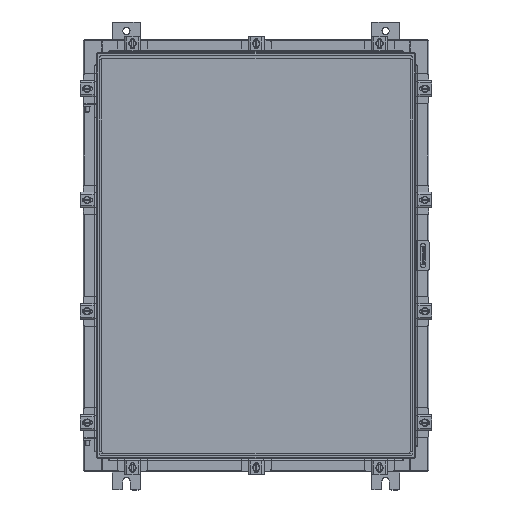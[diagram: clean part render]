
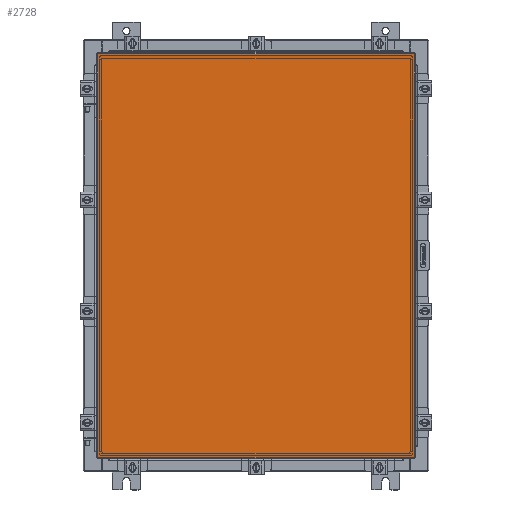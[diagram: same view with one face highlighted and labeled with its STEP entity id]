
A CAD part, top view. The second image highlights one B-rep face of the part: STEP entity #2728.
In plain terms, the highlighted planar face has unit normal (0, 0, 1).
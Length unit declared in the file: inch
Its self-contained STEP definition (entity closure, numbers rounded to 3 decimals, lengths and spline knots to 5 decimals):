
#248 = ORIENTED_EDGE ( 'NONE', *, *, #16405, .T. ) ;
#250 = EDGE_CURVE ( 'NONE', #777, #6290, #4194, .T. ) ;
#707 = ORIENTED_EDGE ( 'NONE', *, *, #15112, .T. ) ;
#777 = VERTEX_POINT ( 'NONE', #10427 ) ;
#1380 = ORIENTED_EDGE ( 'NONE', *, *, #17492, .T. ) ;
#2286 = DIRECTION ( 'NONE',  ( -1., 0., 0. ) ) ;
#2558 = VECTOR ( 'NONE', #2286, 39.37008 ) ;
#2599 = VECTOR ( 'NONE', #21020, 39.37008 ) ;
#2728 = ADVANCED_FACE ( 'NONE', ( #5051 ), #11208, .F. ) ;
#4040 = CARTESIAN_POINT ( 'NONE',  ( 0., 0., 0. ) ) ;
#4194 = LINE ( 'NONE', #21778, #13194 ) ;
#4294 = VERTEX_POINT ( 'NONE', #5568 ) ;
#4720 = CARTESIAN_POINT ( 'NONE',  ( -10.9903, -14.0063, 0. ) ) ;
#5051 = FACE_OUTER_BOUND ( 'NONE', #8994, .T. ) ;
#5323 = DIRECTION ( 'NONE',  ( 0., 1., 0. ) ) ;
#5568 = CARTESIAN_POINT ( 'NONE',  ( 10.9903, -14.0063, 0. ) ) ;
#6010 = LINE ( 'NONE', #15973, #16655 ) ;
#6290 = VERTEX_POINT ( 'NONE', #4720 ) ;
#6685 = CARTESIAN_POINT ( 'NONE',  ( -10.9903, -14.0063, 0. ) ) ;
#7916 = LINE ( 'NONE', #9446, #2558 ) ;
#8994 = EDGE_LOOP ( 'NONE', ( #248, #707, #1380, #19231 ) ) ;
#9296 = DIRECTION ( 'NONE',  ( 0., -1., 0. ) ) ;
#9446 = CARTESIAN_POINT ( 'NONE',  ( 10.9903, 14.0063, 0. ) ) ;
#9808 = CARTESIAN_POINT ( 'NONE',  ( 10.9903, 14.0063, 0. ) ) ;
#9993 = VERTEX_POINT ( 'NONE', #9808 ) ;
#10427 = CARTESIAN_POINT ( 'NONE',  ( -10.9903, 14.0063, 0. ) ) ;
#11208 = PLANE ( 'NONE',  #19336 ) ;
#11272 = DIRECTION ( 'NONE',  ( -1., 0., 0. ) ) ;
#13194 = VECTOR ( 'NONE', #9296, 39.37008 ) ;
#15112 = EDGE_CURVE ( 'NONE', #4294, #9993, #6010, .T. ) ;
#15973 = CARTESIAN_POINT ( 'NONE',  ( 10.9903, -14.0063, 0. ) ) ;
#16405 = EDGE_CURVE ( 'NONE', #6290, #4294, #21079, .T. ) ;
#16655 = VECTOR ( 'NONE', #5323, 39.37008 ) ;
#17492 = EDGE_CURVE ( 'NONE', #9993, #777, #7916, .T. ) ;
#19231 = ORIENTED_EDGE ( 'NONE', *, *, #250, .T. ) ;
#19336 = AXIS2_PLACEMENT_3D ( 'NONE', #4040, #21941, #11272 ) ;
#21020 = DIRECTION ( 'NONE',  ( 1., 0., 0. ) ) ;
#21079 = LINE ( 'NONE', #6685, #2599 ) ;
#21778 = CARTESIAN_POINT ( 'NONE',  ( -10.9903, 14.0063, 0. ) ) ;
#21941 = DIRECTION ( 'NONE',  ( 0., 0., -1. ) ) ;
